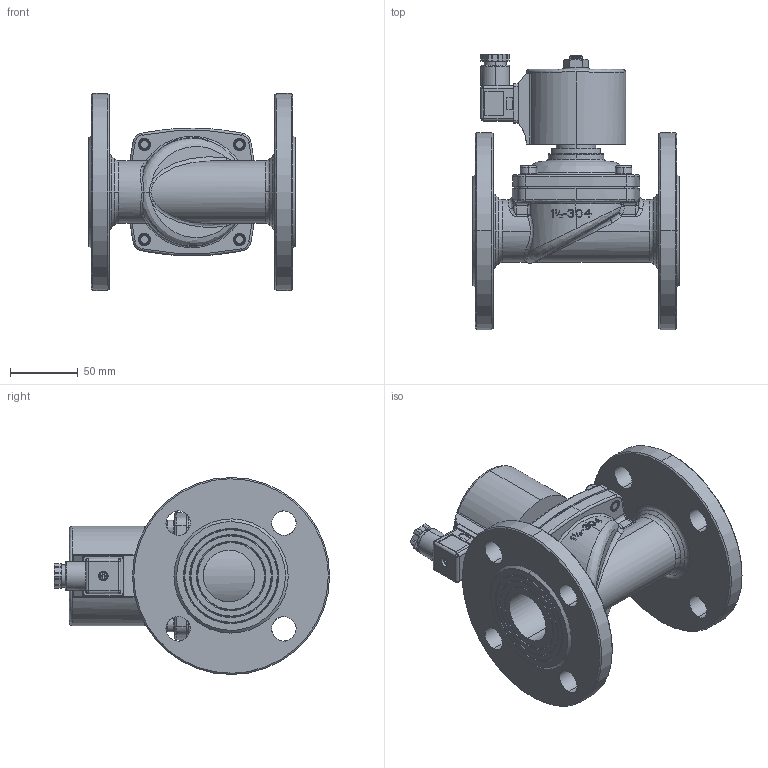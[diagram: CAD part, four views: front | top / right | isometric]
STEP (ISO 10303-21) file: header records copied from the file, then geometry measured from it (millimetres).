
FILE_DESCRIPTION (( 'STEP AP214' ), '1' );
FILE_NAME ('242 DN40 Flansch.STEP', '2019-01-16T07:14:20', ( 'admin' ), ( 'Hewlett-Packard Company' ), 'SwSTEP 2.0', 'SolidWorks 2015', '' );
FILE_SCHEMA (( 'AUTOMOTIVE_DESIGN' ));
Length unit declared in the file: millimetre
Products named in the file (1): 242 DN40 Flansch
Bounding box: 152 x 202.5 x 145 mm (x, y, z)
Surface area: 222623.7 mm2 (no closed solid volume)
Topology: 0 solids, 7 shells, 1448 faces, 4367 edges, 2965 vertices
Faces by surface type: cylinder 509, bspline 447, plane 372, cone 120
Entity records: 152084 total; most frequent: CARTESIAN_POINT 119615, ORIENTED_EDGE 8652, EDGE_CURVE 4327, DIRECTION 3952, VERTEX_POINT 2965, B_SPLINE_CURVE_WITH_KNOTS 2617, EDGE_LOOP 1569, ADVANCED_FACE 1449
